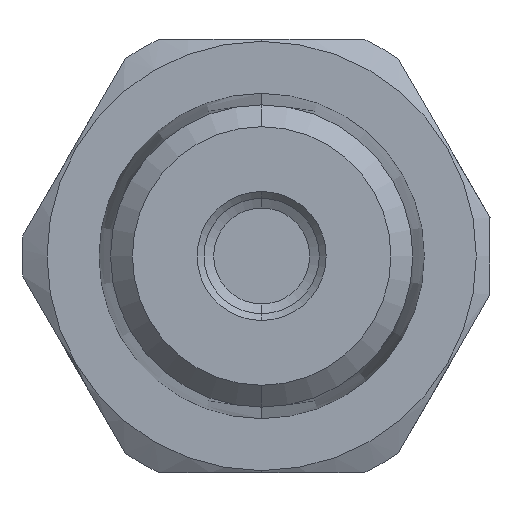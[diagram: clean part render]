
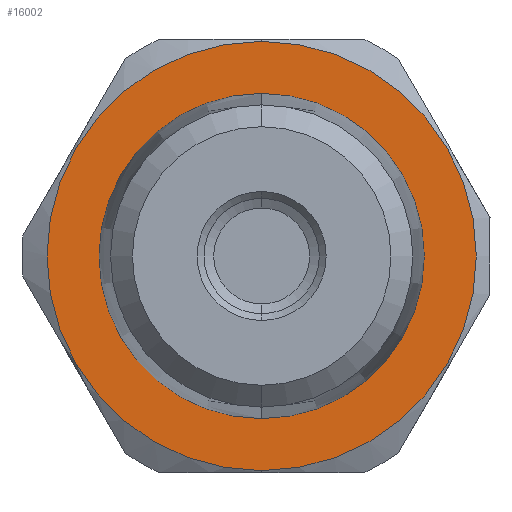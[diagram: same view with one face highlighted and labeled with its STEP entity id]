
A CAD part, front view. The second image highlights one B-rep face of the part: STEP entity #16002.
In plain terms, the highlighted planar face has unit normal (0, -1, 0).
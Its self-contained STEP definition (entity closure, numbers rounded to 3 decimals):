
#90 = CIRCLE ( 'NONE', #15733, 7.122 ) ;
#511 = AXIS2_PLACEMENT_3D ( 'NONE', #1592, #10835, #2917 ) ;
#740 = VERTEX_POINT ( 'NONE', #3190 ) ;
#931 = CARTESIAN_POINT ( 'NONE',  ( 0., 17., 7.122 ) ) ;
#964 = ORIENTED_EDGE ( 'NONE', *, *, #6628, .T. ) ;
#1257 = AXIS2_PLACEMENT_3D ( 'NONE', #5502, #14727, #6813 ) ;
#1592 = CARTESIAN_POINT ( 'NONE',  ( 0., 17., 0. ) ) ;
#2084 = DIRECTION ( 'NONE',  ( 0., 0., -1. ) ) ;
#2105 = DIRECTION ( 'NONE',  ( 0., -1., 0. ) ) ;
#2540 = EDGE_CURVE ( 'NONE', #740, #14744, #14041, .T. ) ;
#2838 = EDGE_LOOP ( 'NONE', ( #12016, #6769 ) ) ;
#2917 = DIRECTION ( 'NONE',  ( 0., 0., -1. ) ) ;
#2953 = EDGE_LOOP ( 'NONE', ( #5189, #964 ) ) ;
#3190 = CARTESIAN_POINT ( 'NONE',  ( 0., 17., 9.4 ) ) ;
#5104 = EDGE_CURVE ( 'NONE', #5736, #10847, #90, .T. ) ;
#5189 = ORIENTED_EDGE ( 'NONE', *, *, #2540, .T. ) ;
#5401 = DIRECTION ( 'NONE',  ( 0., -1., 0. ) ) ;
#5502 = CARTESIAN_POINT ( 'NONE',  ( 0., 17., 0. ) ) ;
#5736 = VERTEX_POINT ( 'NONE', #931 ) ;
#6280 = CARTESIAN_POINT ( 'NONE',  ( 0., 17., -9.4 ) ) ;
#6628 = EDGE_CURVE ( 'NONE', #14744, #740, #12803, .T. ) ;
#6689 = EDGE_CURVE ( 'NONE', #10847, #5736, #12823, .T. ) ;
#6769 = ORIENTED_EDGE ( 'NONE', *, *, #6689, .F. ) ;
#6813 = DIRECTION ( 'NONE',  ( 0., 0., -1. ) ) ;
#7313 = CARTESIAN_POINT ( 'NONE',  ( 9.4, 17., 0. ) ) ;
#8460 = CARTESIAN_POINT ( 'NONE',  ( 0., 17., -7.122 ) ) ;
#9989 = DIRECTION ( 'NONE',  ( 0., -1., 0. ) ) ;
#10006 = CARTESIAN_POINT ( 'NONE',  ( 0., 17., 0. ) ) ;
#10835 = DIRECTION ( 'NONE',  ( 0., -1., 0. ) ) ;
#10847 = VERTEX_POINT ( 'NONE', #8460 ) ;
#11345 = DIRECTION ( 'NONE',  ( 0., 0., -1. ) ) ;
#12016 = ORIENTED_EDGE ( 'NONE', *, *, #5104, .F. ) ;
#12158 = AXIS2_PLACEMENT_3D ( 'NONE', #7313, #9989, #2084 ) ;
#12803 = CIRCLE ( 'NONE', #14082, 9.4 ) ;
#12823 = CIRCLE ( 'NONE', #511, 7.122 ) ;
#13295 = CARTESIAN_POINT ( 'NONE',  ( 0., 17., 0. ) ) ;
#13774 = FACE_OUTER_BOUND ( 'NONE', #2953, .T. ) ;
#14041 = CIRCLE ( 'NONE', #1257, 9.4 ) ;
#14082 = AXIS2_PLACEMENT_3D ( 'NONE', #13295, #5401, #14630 ) ;
#14630 = DIRECTION ( 'NONE',  ( 0., 0., -1. ) ) ;
#14727 = DIRECTION ( 'NONE',  ( 0., -1., 0. ) ) ;
#14744 = VERTEX_POINT ( 'NONE', #6280 ) ;
#15733 = AXIS2_PLACEMENT_3D ( 'NONE', #10006, #2105, #11345 ) ;
#16002 = ADVANCED_FACE ( 'NONE', ( #13774, #16856 ), #16424, .T. ) ;
#16424 = PLANE ( 'NONE',  #12158 ) ;
#16856 = FACE_BOUND ( 'NONE', #2838, .T. ) ;
